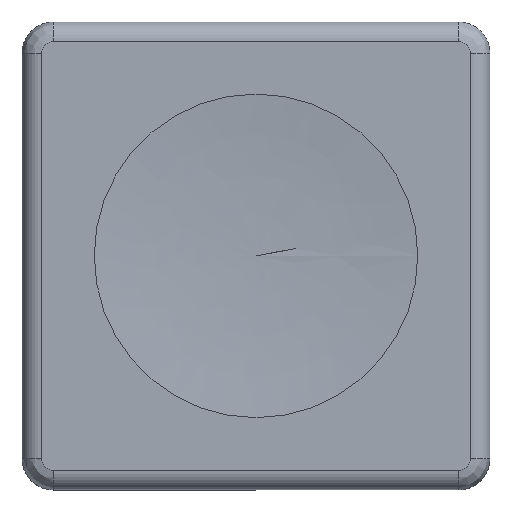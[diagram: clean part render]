
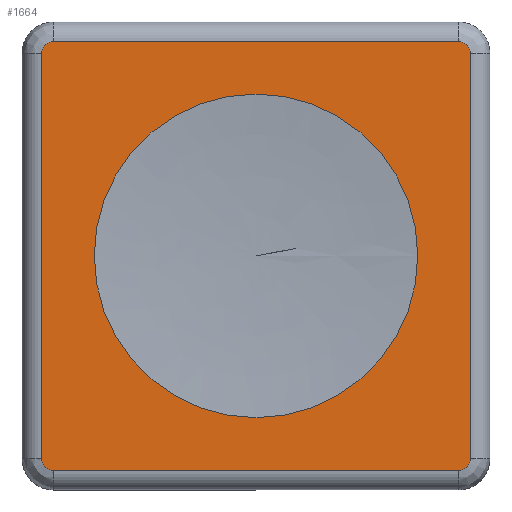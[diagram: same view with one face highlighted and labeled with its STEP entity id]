
A CAD part, top view. The second image highlights one B-rep face of the part: STEP entity #1664.
In plain terms, the highlighted planar face has unit normal (0, 0, 1).
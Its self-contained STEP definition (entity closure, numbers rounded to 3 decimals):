
#865=CARTESIAN_POINT('',(0.0,4.15,3.8));
#866=VERTEX_POINT('',#865);
#867=CARTESIAN_POINT('',(0.0,0.0,3.8));
#868=DIRECTION('',(0.0,0.0,-1.0));
#869=DIRECTION('',(1.0,0.0,0.0));
#870=AXIS2_PLACEMENT_3D('',#867,#868,#869);
#871=CIRCLE('',#870,4.15);
#872=EDGE_CURVE('',#866,#866,#871,.T.);
#1092=CARTESIAN_POINT('',(-5.5,-5.2,3.8));
#1093=VERTEX_POINT('',#1092);
#1101=CARTESIAN_POINT('',(-5.5,5.2,3.8));
#1102=VERTEX_POINT('',#1101);
#1103=CARTESIAN_POINT('',(-5.5,-5.2,3.8));
#1104=DIRECTION('',(0.0,1.0,0.0));
#1105=VECTOR('',#1104,10.4);
#1106=LINE('',#1103,#1105);
#1107=EDGE_CURVE('',#1093,#1102,#1106,.T.);
#1182=CARTESIAN_POINT('',(-5.2,-5.5,3.8));
#1183=VERTEX_POINT('',#1182);
#1191=CARTESIAN_POINT('',(-5.2,-5.2,3.8));
#1192=DIRECTION('',(0.0,0.0,-1.0));
#1193=DIRECTION('',(-0.707,-0.707,0.0));
#1194=AXIS2_PLACEMENT_3D('',#1191,#1192,#1193);
#1195=CIRCLE('',#1194,0.3);
#1196=EDGE_CURVE('',#1183,#1093,#1195,.T.);
#1262=CARTESIAN_POINT('',(-5.2,5.5,3.8));
#1263=VERTEX_POINT('',#1262);
#1281=CARTESIAN_POINT('',(-5.2,5.2,3.8));
#1282=DIRECTION('',(0.0,0.0,-1.0));
#1283=DIRECTION('',(-0.707,0.707,0.0));
#1284=AXIS2_PLACEMENT_3D('',#1281,#1282,#1283);
#1285=CIRCLE('',#1284,0.3);
#1286=EDGE_CURVE('',#1102,#1263,#1285,.T.);
#1298=CARTESIAN_POINT('',(5.2,-5.5,3.8));
#1299=VERTEX_POINT('',#1298);
#1307=CARTESIAN_POINT('',(5.2,-5.5,3.8));
#1308=DIRECTION('',(-1.0,0.0,0.0));
#1309=VECTOR('',#1308,10.4);
#1310=LINE('',#1307,#1309);
#1311=EDGE_CURVE('',#1299,#1183,#1310,.T.);
#1328=CARTESIAN_POINT('',(5.2,5.5,3.8));
#1329=VERTEX_POINT('',#1328);
#1346=CARTESIAN_POINT('',(-5.2,5.5,3.8));
#1347=DIRECTION('',(1.0,0.0,0.0));
#1348=VECTOR('',#1347,10.4);
#1349=LINE('',#1346,#1348);
#1350=EDGE_CURVE('',#1263,#1329,#1349,.T.);
#1410=CARTESIAN_POINT('',(5.5,-5.2,3.8));
#1411=VERTEX_POINT('',#1410);
#1419=CARTESIAN_POINT('',(5.2,-5.2,3.8));
#1420=DIRECTION('',(0.0,0.0,-1.0));
#1421=DIRECTION('',(0.707,-0.707,0.0));
#1422=AXIS2_PLACEMENT_3D('',#1419,#1420,#1421);
#1423=CIRCLE('',#1422,0.3);
#1424=EDGE_CURVE('',#1411,#1299,#1423,.T.);
#1490=CARTESIAN_POINT('',(5.5,5.2,3.8));
#1491=VERTEX_POINT('',#1490);
#1509=CARTESIAN_POINT('',(5.2,5.2,3.8));
#1510=DIRECTION('',(0.0,0.0,-1.0));
#1511=DIRECTION('',(0.707,0.707,0.0));
#1512=AXIS2_PLACEMENT_3D('',#1509,#1510,#1511);
#1513=CIRCLE('',#1512,0.3);
#1514=EDGE_CURVE('',#1329,#1491,#1513,.T.);
#1532=CARTESIAN_POINT('',(5.5,5.2,3.8));
#1533=DIRECTION('',(0.0,-1.0,0.0));
#1534=VECTOR('',#1533,10.4);
#1535=LINE('',#1532,#1534);
#1536=EDGE_CURVE('',#1491,#1411,#1535,.T.);
#1646=CARTESIAN_POINT('',(0.,0.,3.8));
#1647=DIRECTION('',(0.0,0.0,1.0));
#1648=DIRECTION('',(1.0,0.0,0.0));
#1649=AXIS2_PLACEMENT_3D('',#1646,#1647,#1648);
#1650=PLANE('',#1649);
#1651=ORIENTED_EDGE('',*,*,#1107,.F.);
#1652=ORIENTED_EDGE('',*,*,#1196,.F.);
#1653=ORIENTED_EDGE('',*,*,#1311,.F.);
#1654=ORIENTED_EDGE('',*,*,#1424,.F.);
#1655=ORIENTED_EDGE('',*,*,#1536,.F.);
#1656=ORIENTED_EDGE('',*,*,#1514,.F.);
#1657=ORIENTED_EDGE('',*,*,#1350,.F.);
#1658=ORIENTED_EDGE('',*,*,#1286,.F.);
#1659=EDGE_LOOP('',(#1651,#1652,#1653,#1654,#1655,#1656,#1657,#1658));
#1660=FACE_OUTER_BOUND('',#1659,.T.);
#1661=ORIENTED_EDGE('',*,*,#872,.T.);
#1662=EDGE_LOOP('',(#1661));
#1663=FACE_BOUND('',#1662,.T.);
#1664=ADVANCED_FACE('',(#1660,#1663),#1650,.T.);
